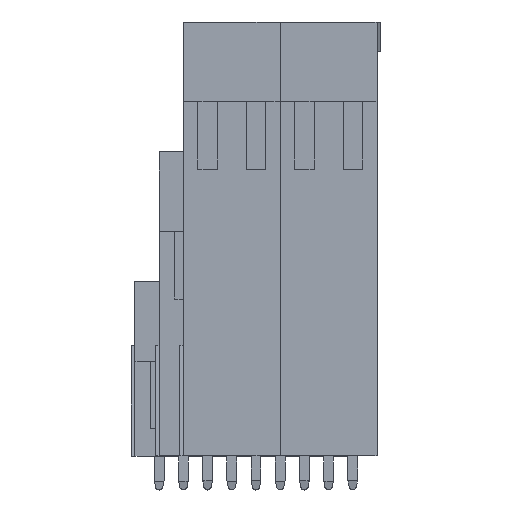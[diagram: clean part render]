
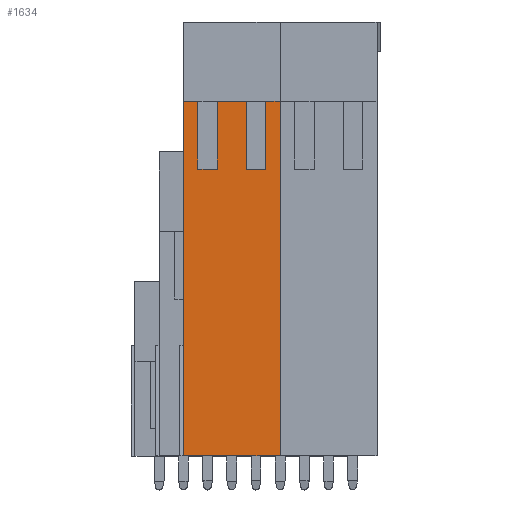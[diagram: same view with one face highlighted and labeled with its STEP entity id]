
A CAD part, top view. The second image highlights one B-rep face of the part: STEP entity #1634.
In plain terms, the highlighted planar face has unit normal (0, 0, 1).
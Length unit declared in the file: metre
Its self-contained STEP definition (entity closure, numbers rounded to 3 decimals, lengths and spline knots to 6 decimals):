
#1634 = ADVANCED_FACE( '', ( #3932 ), #3933, .F. );
#3932 = FACE_OUTER_BOUND( '', #7420, .T. );
#3933 = PLANE( '', #7421 );
#7420 = EDGE_LOOP( '', ( #13701, #13702, #13703, #13704, #13705, #13706, #13707, #13708, #13709, #13710, #13711, #13712 ) );
#7421 = AXIS2_PLACEMENT_3D( '', #13713, #13714, #13715 );
#13701 = ORIENTED_EDGE( '', *, *, #21062, .F. );
#13702 = ORIENTED_EDGE( '', *, *, #19541, .T. );
#13703 = ORIENTED_EDGE( '', *, *, #21063, .F. );
#13704 = ORIENTED_EDGE( '', *, *, #21064, .T. );
#13705 = ORIENTED_EDGE( '', *, *, #19535, .T. );
#13706 = ORIENTED_EDGE( '', *, *, #20209, .F. );
#13707 = ORIENTED_EDGE( '', *, *, #21065, .F. );
#13708 = ORIENTED_EDGE( '', *, *, #21066, .T. );
#13709 = ORIENTED_EDGE( '', *, *, #21067, .F. );
#13710 = ORIENTED_EDGE( '', *, *, #21068, .T. );
#13711 = ORIENTED_EDGE( '', *, *, #21069, .F. );
#13712 = ORIENTED_EDGE( '', *, *, #21070, .T. );
#13713 = CARTESIAN_POINT( '', ( -0.000001, 0.0366, 0. ) );
#13714 = DIRECTION( '', ( 0., 0., -1. ) );
#13715 = DIRECTION( '', ( -1., 0., 0. ) );
#19535 = EDGE_CURVE( '', #23285, #23283, #23286, .T. );
#19541 = EDGE_CURVE( '', #23291, #23293, #23295, .T. );
#20209 = EDGE_CURVE( '', #24456, #23283, #24458, .T. );
#21062 = EDGE_CURVE( '', #23291, #25800, #25801, .T. );
#21063 = EDGE_CURVE( '', #25802, #23293, #25803, .T. );
#21064 = EDGE_CURVE( '', #25802, #23285, #25804, .T. );
#21065 = EDGE_CURVE( '', #25805, #24456, #25806, .T. );
#21066 = EDGE_CURVE( '', #25805, #25807, #25808, .T. );
#21067 = EDGE_CURVE( '', #25809, #25807, #25810, .T. );
#21068 = EDGE_CURVE( '', #25809, #25811, #25812, .T. );
#21069 = EDGE_CURVE( '', #25813, #25811, #25814, .T. );
#21070 = EDGE_CURVE( '', #25813, #25800, #25815, .T. );
#23283 = VERTEX_POINT( '', #28908 );
#23285 = VERTEX_POINT( '', #28911 );
#23286 = LINE( '', #28912, #28913 );
#23291 = VERTEX_POINT( '', #28920 );
#23293 = VERTEX_POINT( '', #28923 );
#23295 = LINE( '', #28926, #28927 );
#24456 = VERTEX_POINT( '', #31040 );
#24458 = LINE( '', #31043, #31044 );
#25800 = VERTEX_POINT( '', #33506 );
#25801 = LINE( '', #33507, #33508 );
#25802 = VERTEX_POINT( '', #33509 );
#25803 = LINE( '', #33510, #33511 );
#25804 = LINE( '', #33512, #33513 );
#25805 = VERTEX_POINT( '', #33514 );
#25806 = LINE( '', #33515, #33516 );
#25807 = VERTEX_POINT( '', #33517 );
#25808 = LINE( '', #33518, #33519 );
#25809 = VERTEX_POINT( '', #33520 );
#25810 = LINE( '', #33521, #33522 );
#25811 = VERTEX_POINT( '', #33523 );
#25812 = LINE( '', #33524, #33525 );
#25813 = VERTEX_POINT( '', #33526 );
#25814 = LINE( '', #33527, #33528 );
#25815 = LINE( '', #33529, #33530 );
#28908 = CARTESIAN_POINT( '', ( -0.010001, 0., 0. ) );
#28911 = CARTESIAN_POINT( '', ( -0.010001, 0.0366, 0. ) );
#28912 = CARTESIAN_POINT( '', ( -0.010001, 0.0366, 0. ) );
#28913 = VECTOR( '', #37428, 1. );
#28920 = CARTESIAN_POINT( '', ( -0.006501, 0.0296, 0. ) );
#28923 = CARTESIAN_POINT( '', ( -0.008501, 0.0296, 0. ) );
#28926 = CARTESIAN_POINT( '', ( -0.000001, 0.0296, 0. ) );
#28927 = VECTOR( '', #37433, 1. );
#31040 = CARTESIAN_POINT( '', ( -0.000001, 0., 0. ) );
#31043 = CARTESIAN_POINT( '', ( -0.000001, 0., 0. ) );
#31044 = VECTOR( '', #38106, 1. );
#33506 = CARTESIAN_POINT( '', ( -0.006501, 0.0366, 0. ) );
#33507 = CARTESIAN_POINT( '', ( -0.006501, 0.0366, 0. ) );
#33508 = VECTOR( '', #38893, 1. );
#33509 = CARTESIAN_POINT( '', ( -0.008501, 0.0366, 0. ) );
#33510 = CARTESIAN_POINT( '', ( -0.008501, 0.0366, 0. ) );
#33511 = VECTOR( '', #38894, 1. );
#33512 = CARTESIAN_POINT( '', ( -0.000001, 0.0366, 0. ) );
#33513 = VECTOR( '', #38895, 1. );
#33514 = CARTESIAN_POINT( '', ( -0.000001, 0.0366, 0. ) );
#33515 = CARTESIAN_POINT( '', ( -0.000001, 0.0366, 0. ) );
#33516 = VECTOR( '', #38896, 1. );
#33517 = CARTESIAN_POINT( '', ( -0.001501, 0.0366, 0. ) );
#33518 = CARTESIAN_POINT( '', ( -0.000001, 0.0366, 0. ) );
#33519 = VECTOR( '', #38897, 1. );
#33520 = CARTESIAN_POINT( '', ( -0.001501, 0.0296, 0. ) );
#33521 = CARTESIAN_POINT( '', ( -0.001501, 0.0366, 0. ) );
#33522 = VECTOR( '', #38898, 1. );
#33523 = CARTESIAN_POINT( '', ( -0.003501, 0.0296, 0. ) );
#33524 = CARTESIAN_POINT( '', ( -0.000001, 0.0296, 0. ) );
#33525 = VECTOR( '', #38899, 1. );
#33526 = CARTESIAN_POINT( '', ( -0.003501, 0.0366, 0. ) );
#33527 = CARTESIAN_POINT( '', ( -0.003501, 0.0366, 0. ) );
#33528 = VECTOR( '', #38900, 1. );
#33529 = CARTESIAN_POINT( '', ( -0.000001, 0.0366, 0. ) );
#33530 = VECTOR( '', #38901, 1. );
#37428 = DIRECTION( '', ( 0., -1., 0. ) );
#37433 = DIRECTION( '', ( -1., 0., 0. ) );
#38106 = DIRECTION( '', ( -1., 0., 0. ) );
#38893 = DIRECTION( '', ( 0., 1., 0. ) );
#38894 = DIRECTION( '', ( 0., -1., 0. ) );
#38895 = DIRECTION( '', ( -1., 0., 0. ) );
#38896 = DIRECTION( '', ( 0., -1., 0. ) );
#38897 = DIRECTION( '', ( -1., 0., 0. ) );
#38898 = DIRECTION( '', ( 0., 1., 0. ) );
#38899 = DIRECTION( '', ( -1., 0., 0. ) );
#38900 = DIRECTION( '', ( 0., -1., 0. ) );
#38901 = DIRECTION( '', ( -1., 0., 0. ) );
